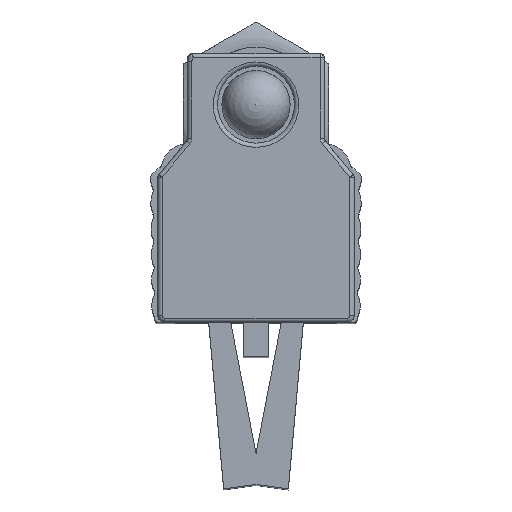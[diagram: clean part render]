
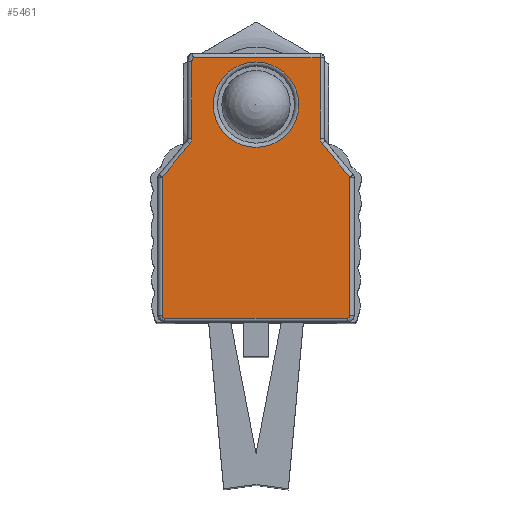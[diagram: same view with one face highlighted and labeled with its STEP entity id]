
A CAD part, top view. The second image highlights one B-rep face of the part: STEP entity #5461.
In plain terms, the highlighted planar face has unit normal (0, 0, 1).
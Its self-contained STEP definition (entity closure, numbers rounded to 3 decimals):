
#4918=CARTESIAN_POINT('',(11.,-8.5,37.5));
#4919=VERTEX_POINT('',#4918);
#4943=CARTESIAN_POINT('',(-11.,-8.5,37.5));
#4944=VERTEX_POINT('',#4943);
#4968=CARTESIAN_POINT('',(7.5,5.5,37.5));
#4969=VERTEX_POINT('',#4968);
#4995=CARTESIAN_POINT('',(7.731,-4.561,37.5));
#4996=VERTEX_POINT('',#4995);
#5004=CARTESIAN_POINT('',(7.731,-4.561,37.5));
#5005=DIRECTION('',(0.639,-0.769,0.));
#5006=VECTOR('',#5005,5.119);
#5007=LINE('',#5004,#5006);
#5008=EDGE_CURVE('',#4996,#4919,#5007,.T.);
#5020=CARTESIAN_POINT('',(7.5,-3.922,37.5));
#5021=VERTEX_POINT('',#5020);
#5029=CARTESIAN_POINT('',(8.5,-3.922,37.5));
#5030=DIRECTION('',(0.,0.,1.0));
#5031=DIRECTION('',(-0.941,-0.339,0.));
#5032=AXIS2_PLACEMENT_3D('',#5029,#5030,#5031);
#5033=CIRCLE('',#5032,1.0);
#5034=EDGE_CURVE('',#5021,#4996,#5033,.T.);
#5045=CARTESIAN_POINT('',(7.5,5.5,37.5));
#5046=DIRECTION('',(0.0,-1.0,0.0));
#5047=VECTOR('',#5046,9.422);
#5048=LINE('',#5045,#5047);
#5049=EDGE_CURVE('',#4969,#5021,#5048,.T.);
#5062=CARTESIAN_POINT('',(-7.731,-4.561,37.5));
#5063=VERTEX_POINT('',#5062);
#5064=CARTESIAN_POINT('',(-11.,-8.5,37.5));
#5065=DIRECTION('',(0.639,0.769,0.0));
#5066=VECTOR('',#5065,5.119);
#5067=LINE('',#5064,#5066);
#5068=EDGE_CURVE('',#4944,#5063,#5067,.T.);
#5087=CARTESIAN_POINT('',(-7.5,-3.922,37.5));
#5088=VERTEX_POINT('',#5087);
#5089=CARTESIAN_POINT('',(-8.5,-3.922,37.5));
#5090=DIRECTION('',(0.,0.,1.0));
#5091=DIRECTION('',(0.941,-0.339,0.));
#5092=AXIS2_PLACEMENT_3D('',#5089,#5090,#5091);
#5093=CIRCLE('',#5092,1.0);
#5094=EDGE_CURVE('',#5063,#5088,#5093,.T.);
#5114=CARTESIAN_POINT('',(-7.322,5.5,37.5));
#5115=VERTEX_POINT('',#5114);
#5133=CARTESIAN_POINT('',(-7.322,5.5,37.5));
#5134=DIRECTION('',(1.0,0.0,0.0));
#5135=VECTOR('',#5134,14.822);
#5136=LINE('',#5133,#5135);
#5137=EDGE_CURVE('',#5115,#4969,#5136,.T.);
#5147=CARTESIAN_POINT('',(-7.5,5.014,37.5));
#5148=VERTEX_POINT('',#5147);
#5149=CARTESIAN_POINT('',(-6.861,5.056,37.5));
#5150=DIRECTION('',(0.,0.,-1.0));
#5151=DIRECTION('',(-0.894,0.447,0.));
#5152=AXIS2_PLACEMENT_3D('',#5149,#5150,#5151);
#5153=CIRCLE('',#5152,0.64);
#5154=EDGE_CURVE('',#5148,#5115,#5153,.T.);
#5184=CARTESIAN_POINT('',(-7.5,-3.922,37.5));
#5185=DIRECTION('',(0.0,1.0,0.0));
#5186=VECTOR('',#5185,8.936);
#5187=LINE('',#5184,#5186);
#5188=EDGE_CURVE('',#5088,#5148,#5187,.T.);
#5200=CARTESIAN_POINT('',(-10.7,-25.,37.5));
#5201=VERTEX_POINT('',#5200);
#5210=CARTESIAN_POINT('',(10.7,-25.,37.5));
#5211=VERTEX_POINT('',#5210);
#5219=CARTESIAN_POINT('',(10.7,-25.,37.5));
#5220=DIRECTION('',(-1.0,0.,0.0));
#5221=VECTOR('',#5220,21.4);
#5222=LINE('',#5219,#5221);
#5223=EDGE_CURVE('',#5211,#5201,#5222,.T.);
#5282=CARTESIAN_POINT('',(-11.,-24.7,37.5));
#5283=VERTEX_POINT('',#5282);
#5284=CARTESIAN_POINT('',(-10.7,-24.7,37.5));
#5285=DIRECTION('',(0.,0.,-1.0));
#5286=DIRECTION('',(-0.707,-0.707,0.));
#5287=AXIS2_PLACEMENT_3D('',#5284,#5285,#5286);
#5288=CIRCLE('',#5287,0.3);
#5289=EDGE_CURVE('',#5201,#5283,#5288,.T.);
#5308=CARTESIAN_POINT('',(-11.,-24.7,37.5));
#5309=DIRECTION('',(0.0,1.0,0.0));
#5310=VECTOR('',#5309,16.2);
#5311=LINE('',#5308,#5310);
#5312=EDGE_CURVE('',#5283,#4944,#5311,.T.);
#5374=CARTESIAN_POINT('',(11.,-24.7,37.5));
#5375=VERTEX_POINT('',#5374);
#5383=CARTESIAN_POINT('',(10.7,-24.7,37.5));
#5384=DIRECTION('',(0.,0.,-1.0));
#5385=DIRECTION('',(0.707,-0.707,0.));
#5386=AXIS2_PLACEMENT_3D('',#5383,#5384,#5385);
#5387=CIRCLE('',#5386,0.3);
#5388=EDGE_CURVE('',#5375,#5211,#5387,.T.);
#5399=CARTESIAN_POINT('',(11.,-8.5,37.5));
#5400=DIRECTION('',(0.0,-1.0,0.0));
#5401=VECTOR('',#5400,16.2);
#5402=LINE('',#5399,#5401);
#5403=EDGE_CURVE('',#4919,#5375,#5402,.T.);
#5430=CARTESIAN_POINT('',(0.01,-10.711,37.5));
#5431=DIRECTION('',(0.0,0.0,-1.0));
#5432=DIRECTION('',(-1.0,0.0,0.0));
#5433=AXIS2_PLACEMENT_3D('',#5430,#5431,#5432);
#5434=PLANE('',#5433);
#5435=ORIENTED_EDGE('',*,*,#5188,.F.);
#5436=ORIENTED_EDGE('',*,*,#5094,.F.);
#5437=ORIENTED_EDGE('',*,*,#5068,.F.);
#5438=ORIENTED_EDGE('',*,*,#5312,.F.);
#5439=ORIENTED_EDGE('',*,*,#5289,.F.);
#5440=ORIENTED_EDGE('',*,*,#5223,.F.);
#5441=ORIENTED_EDGE('',*,*,#5388,.F.);
#5442=ORIENTED_EDGE('',*,*,#5403,.F.);
#5443=ORIENTED_EDGE('',*,*,#5008,.F.);
#5444=ORIENTED_EDGE('',*,*,#5034,.F.);
#5445=ORIENTED_EDGE('',*,*,#5049,.F.);
#5446=ORIENTED_EDGE('',*,*,#5137,.F.);
#5447=ORIENTED_EDGE('',*,*,#5154,.F.);
#5448=EDGE_LOOP('',(#5435,#5436,#5437,#5438,#5439,#5440,#5441,#5442,#5443,#5444,#5445,#5446,#5447));
#5449=FACE_OUTER_BOUND('',#5448,.T.);
#5450=CARTESIAN_POINT('',(-5.0,0.,37.5));
#5451=VERTEX_POINT('',#5450);
#5452=CARTESIAN_POINT('',(0.0,0.,37.5));
#5453=DIRECTION('',(0.0,0.0,1.0));
#5454=DIRECTION('',(1.0,0.0,0.0));
#5455=AXIS2_PLACEMENT_3D('',#5452,#5453,#5454);
#5456=CIRCLE('',#5455,5.0);
#5457=EDGE_CURVE('',#5451,#5451,#5456,.T.);
#5458=ORIENTED_EDGE('',*,*,#5457,.F.);
#5459=EDGE_LOOP('',(#5458));
#5460=FACE_BOUND('',#5459,.T.);
#5461=ADVANCED_FACE('',(#5449,#5460),#5434,.F.);
